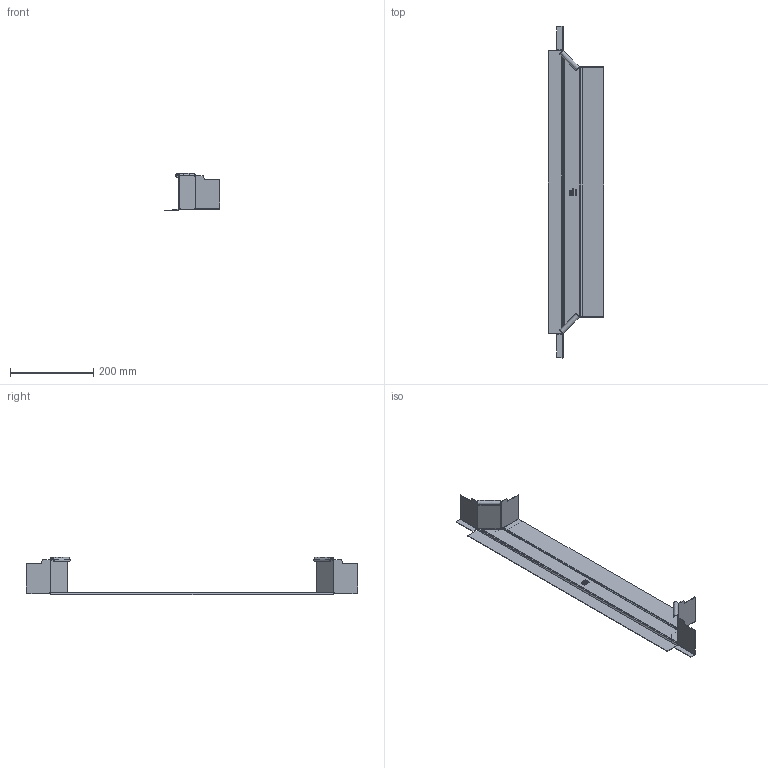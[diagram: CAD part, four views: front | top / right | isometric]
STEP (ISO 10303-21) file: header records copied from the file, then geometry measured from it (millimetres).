
FILE_DESCRIPTION(/* description */ (''),/* implementation_level */ '2;1');
FILE_NAME(/* name */ '6041600',/* time_stamp */ '2014-08-22T10:41:12+02:00',/* author */ (''),/* organization */ (''),/* preprocessor_version */ 'ST-DEVELOPER v15',/* originating_system */ '',/* authorisation */ '');
FILE_SCHEMA (('AUTOMOTIVE_DESIGN'));
Length unit declared in the file: millimetre
Products named in the file (2): Document; Block 03
Assembly tree (1 placements, depth 2):
  Document
    Block 03
Bounding box: 133.5 x 799.2 x 89.45 mm (x, y, z)
Volume: 150874 mm3; surface area: 244842 mm2
Topology: 3 solids, 3 shells, 402 faces, 1023 edges, 644 vertices
Faces by surface type: plane 252, bspline 150
Entity records: 15791 total; most frequent: CARTESIAN_POINT 9058, ORIENTED_EDGE 2042, EDGE_CURVE 1021, B_SPLINE_CURVE_WITH_KNOTS 893, VERTEX_POINT 644, EDGE_LOOP 422, ADVANCED_FACE 402, FACE_OUTER_BOUND 402
